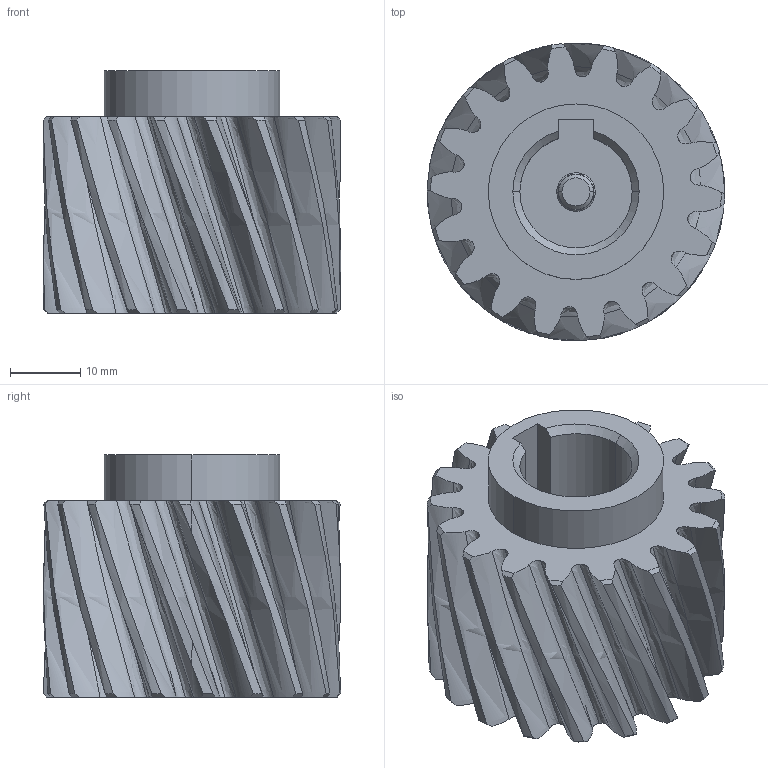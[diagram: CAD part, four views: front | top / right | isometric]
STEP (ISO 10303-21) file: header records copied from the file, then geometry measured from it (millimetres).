
FILE_DESCRIPTION (( 'STEP AP203' ), '1' );
FILE_NAME ('84010003.step', '2021-01-11T17:19:11', ( '' ), ( '' ), 'SwSTEP 2.0', 'SolidWorks 2019', '' );
FILE_SCHEMA (( 'CONFIG_CONTROL_DESIGN' ));
Products named in the file (1): 84010003
Bounding box: 42.4 x 42.38 x 34.5 mm (x, y, z)
Volume: 28596.8 mm3; surface area: 12907.8 mm2
Topology: 3 solids, 3 shells, 179 faces, 493 edges, 321 vertices
Faces by surface type: bspline 72, cone 47, cylinder 35, plane 23, torus 2
Entity records: 118321 total; most frequent: CARTESIAN_POINT 114730, ORIENTED_EDGE 982, DIRECTION 514, EDGE_CURVE 491, VERTEX_POINT 321, AXIS2_PLACEMENT_3D 227, EDGE_LOOP 186, ADVANCED_FACE 179
